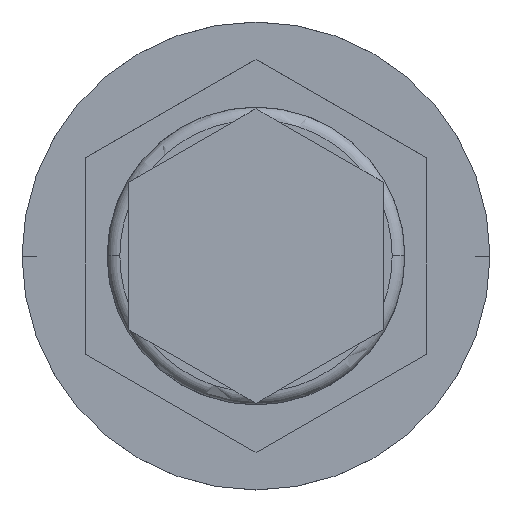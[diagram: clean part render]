
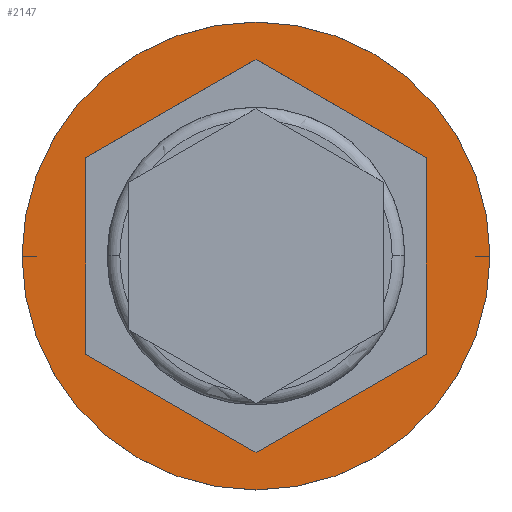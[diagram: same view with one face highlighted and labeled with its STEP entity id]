
A CAD part, top view. The second image highlights one B-rep face of the part: STEP entity #2147.
In plain terms, the highlighted planar face has unit normal (0, 0, 1).
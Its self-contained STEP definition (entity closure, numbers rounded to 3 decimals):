
#36 = CARTESIAN_POINT ( 'NONE',  ( 0., 0., 0. ) ) ;
#54 = DIRECTION ( 'NONE',  ( 0.866, 0.5, 0. ) ) ;
#58 = VERTEX_POINT ( 'NONE', #1007 ) ;
#85 = CARTESIAN_POINT ( 'NONE',  ( -4., -2.309, 0. ) ) ;
#205 = EDGE_CURVE ( 'NONE', #319, #620, #2515, .T. ) ;
#213 = AXIS2_PLACEMENT_3D ( 'NONE', #339, #788, #1400 ) ;
#245 = ORIENTED_EDGE ( 'NONE', *, *, #205, .F. ) ;
#319 = VERTEX_POINT ( 'NONE', #1910 ) ;
#327 = ORIENTED_EDGE ( 'NONE', *, *, #521, .F. ) ;
#339 = CARTESIAN_POINT ( 'NONE',  ( 0., 0., 0. ) ) ;
#408 = LINE ( 'NONE', #1408, #2382 ) ;
#419 = CIRCLE ( 'NONE', #213, 5.5 ) ;
#491 = LINE ( 'NONE', #2305, #1496 ) ;
#521 = EDGE_CURVE ( 'NONE', #2181, #1281, #1469, .T. ) ;
#616 = CARTESIAN_POINT ( 'NONE',  ( 4., -2.309, 0. ) ) ;
#620 = VERTEX_POINT ( 'NONE', #1357 ) ;
#648 = DIRECTION ( 'NONE',  ( 0., 0., 1. ) ) ;
#686 = DIRECTION ( 'NONE',  ( -0.866, 0.5, 0. ) ) ;
#750 = EDGE_CURVE ( 'NONE', #58, #319, #408, .T. ) ;
#788 = DIRECTION ( 'NONE',  ( 0., 0., 1. ) ) ;
#826 = EDGE_CURVE ( 'NONE', #1281, #58, #842, .T. ) ;
#842 = LINE ( 'NONE', #1234, #1721 ) ;
#856 = DIRECTION ( 'NONE',  ( -0.866, -0.5, 0. ) ) ;
#870 = FACE_BOUND ( 'NONE', #1317, .T. ) ;
#948 = DIRECTION ( 'NONE',  ( 0., 0., 1. ) ) ;
#963 = ORIENTED_EDGE ( 'NONE', *, *, #2195, .T. ) ;
#987 = DIRECTION ( 'NONE',  ( 0., -1., 0. ) ) ;
#1007 = CARTESIAN_POINT ( 'NONE',  ( -4., 2.309, 0. ) ) ;
#1067 = EDGE_LOOP ( 'NONE', ( #1522, #963 ) ) ;
#1136 = AXIS2_PLACEMENT_3D ( 'NONE', #36, #648, #1858 ) ;
#1152 = VERTEX_POINT ( 'NONE', #616 ) ;
#1163 = ORIENTED_EDGE ( 'NONE', *, *, #826, .F. ) ;
#1234 = CARTESIAN_POINT ( 'NONE',  ( 0., 4.619, 0. ) ) ;
#1236 = VERTEX_POINT ( 'NONE', #1456 ) ;
#1275 = EDGE_CURVE ( 'NONE', #620, #1152, #2269, .T. ) ;
#1281 = VERTEX_POINT ( 'NONE', #1837 ) ;
#1317 = EDGE_LOOP ( 'NONE', ( #327, #1732, #1452, #245, #1657, #1163 ) ) ;
#1340 = VECTOR ( 'NONE', #2076, 1000. ) ;
#1351 = VERTEX_POINT ( 'NONE', #1538 ) ;
#1357 = CARTESIAN_POINT ( 'NONE',  ( 0., -4.619, 0. ) ) ;
#1400 = DIRECTION ( 'NONE',  ( 1., 0., 0. ) ) ;
#1408 = CARTESIAN_POINT ( 'NONE',  ( -4., 2.309, 0. ) ) ;
#1452 = ORIENTED_EDGE ( 'NONE', *, *, #1275, .F. ) ;
#1456 = CARTESIAN_POINT ( 'NONE',  ( -5.5, 0., 0. ) ) ;
#1469 = LINE ( 'NONE', #1859, #2419 ) ;
#1496 = VECTOR ( 'NONE', #2074, 1000. ) ;
#1522 = ORIENTED_EDGE ( 'NONE', *, *, #1903, .T. ) ;
#1538 = CARTESIAN_POINT ( 'NONE',  ( 5.5, 0., 0. ) ) ;
#1657 = ORIENTED_EDGE ( 'NONE', *, *, #750, .F. ) ;
#1693 = DIRECTION ( 'NONE',  ( 1., 0., 0. ) ) ;
#1721 = VECTOR ( 'NONE', #856, 1000. ) ;
#1722 = VECTOR ( 'NONE', #54, 1000. ) ;
#1725 = CARTESIAN_POINT ( 'NONE',  ( 4., 2.309, 0. ) ) ;
#1732 = ORIENTED_EDGE ( 'NONE', *, *, #2440, .F. ) ;
#1837 = CARTESIAN_POINT ( 'NONE',  ( 0., 4.619, 0. ) ) ;
#1858 = DIRECTION ( 'NONE',  ( 1., 0., 0. ) ) ;
#1859 = CARTESIAN_POINT ( 'NONE',  ( 4., 2.309, 0. ) ) ;
#1903 = EDGE_CURVE ( 'NONE', #1351, #1236, #419, .T. ) ;
#1910 = CARTESIAN_POINT ( 'NONE',  ( -4., -2.309, 0. ) ) ;
#1957 = AXIS2_PLACEMENT_3D ( 'NONE', #2125, #948, #1693 ) ;
#2074 = DIRECTION ( 'NONE',  ( 0., 1., 0. ) ) ;
#2076 = DIRECTION ( 'NONE',  ( 0.866, -0.5, 0. ) ) ;
#2125 = CARTESIAN_POINT ( 'NONE',  ( 0., 0., 0. ) ) ;
#2147 = ADVANCED_FACE ( 'NONE', ( #870, #2231 ), #2267, .T. ) ;
#2171 = CIRCLE ( 'NONE', #1957, 5.5 ) ;
#2181 = VERTEX_POINT ( 'NONE', #1725 ) ;
#2195 = EDGE_CURVE ( 'NONE', #1236, #1351, #2171, .T. ) ;
#2231 = FACE_OUTER_BOUND ( 'NONE', #1067, .T. ) ;
#2267 = PLANE ( 'NONE',  #1136 ) ;
#2269 = LINE ( 'NONE', #2444, #1722 ) ;
#2305 = CARTESIAN_POINT ( 'NONE',  ( 4., -2.309, 0. ) ) ;
#2382 = VECTOR ( 'NONE', #987, 1000. ) ;
#2419 = VECTOR ( 'NONE', #686, 1000. ) ;
#2440 = EDGE_CURVE ( 'NONE', #1152, #2181, #491, .T. ) ;
#2444 = CARTESIAN_POINT ( 'NONE',  ( 0., -4.619, 0. ) ) ;
#2515 = LINE ( 'NONE', #85, #1340 ) ;
